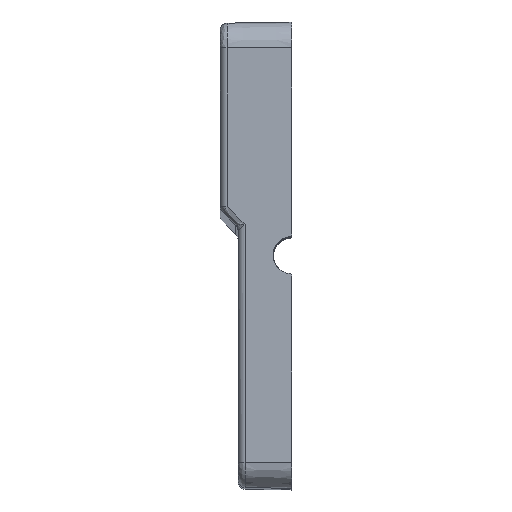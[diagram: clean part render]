
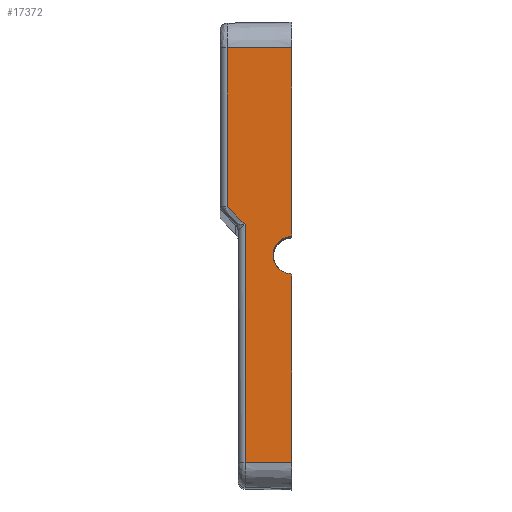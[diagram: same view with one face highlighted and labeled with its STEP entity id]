
A CAD part, top view. The second image highlights one B-rep face of the part: STEP entity #17372.
In plain terms, the highlighted planar face has unit normal (-0.018, 0, 1).
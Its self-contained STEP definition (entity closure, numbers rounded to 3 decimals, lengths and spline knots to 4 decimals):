
#508 = AXIS2_PLACEMENT_3D ( 'NONE', #25900, #11400, #26141 ) ;
#656 = LINE ( 'NONE', #40932, #35341 ) ;
#973 = VERTEX_POINT ( 'NONE', #22551 ) ;
#988 = CARTESIAN_POINT ( 'NONE',  ( -0.0175, 0.129, 3.4447 ) ) ;
#1365 = CARTESIAN_POINT ( 'NONE',  ( -0.3259, -1.445, 3.4393 ) ) ;
#2166 = VERTEX_POINT ( 'NONE', #23447 ) ;
#3886 = CARTESIAN_POINT ( 'NONE',  ( -0.2219, 0.103, 3.4411 ) ) ;
#4650 = CARTESIAN_POINT ( 'NONE',  ( 0., 0.1488, 3.445 ) ) ;
#4886 = CARTESIAN_POINT ( 'NONE',  ( -0.0175, 0.129, 3.4447 ) ) ;
#5464 = B_SPLINE_CURVE_WITH_KNOTS ( 'NONE', 3,
 ( #28385, #46700, #31753, #24747 ),
 .UNSPECIFIED., .F., .F.,
 ( 4, 4 ),
 ( 0., 1. ),
 .UNSPECIFIED. ) ;
#5570 = DIRECTION ( 'NONE',  ( -1., 0., -0.017 ) ) ;
#5709 = CARTESIAN_POINT ( 'NONE',  ( -0.0175, -0.129, 3.4447 ) ) ;
#8725 = CARTESIAN_POINT ( 'NONE',  ( 0., 0.1382, 3.445 ) ) ;
#9116 = EDGE_CURVE ( 'NONE', #973, #2166, #5464, .T. ) ;
#9119 = VERTEX_POINT ( 'NONE', #46219 ) ;
#10108 = VERTEX_POINT ( 'NONE', #14305 ) ;
#11400 = DIRECTION ( 'NONE',  ( -0.017, 0., 1. ) ) ;
#13024 = LINE ( 'NONE', #46098, #26056 ) ;
#13482 = CARTESIAN_POINT ( 'NONE',  ( -0.4509, 0., 3.4371 ) ) ;
#13741 = ORIENTED_EDGE ( 'NONE', *, *, #24490, .T. ) ;
#13951 = ORIENTED_EDGE ( 'NONE', *, *, #27769, .T. ) ;
#14094 = ORIENTED_EDGE ( 'NONE', *, *, #38378, .T. ) ;
#14305 = CARTESIAN_POINT ( 'NONE',  ( -0.0175, 0.129, 3.4447 ) ) ;
#16061 = CARTESIAN_POINT ( 'NONE',  ( 0., -0.1488, 3.445 ) ) ;
#16125 = EDGE_CURVE ( 'NONE', #9119, #10108, #17798, .T. ) ;
#16638 = CARTESIAN_POINT ( 'NONE',  ( -0.3749, 1.445, 3.4385 ) ) ;
#17372 = ADVANCED_FACE ( 'NONE', ( #47615 ), #29758, .T. ) ;
#17798 =( BOUNDED_CURVE ( )  B_SPLINE_CURVE ( 3, ( #4650, #8725, #41549, #4886 ),
 .UNSPECIFIED., .F., .F. ) 
 B_SPLINE_CURVE_WITH_KNOTS ( ( 4, 4 ),
 ( 3.1416, 4.5861 ),
 .UNSPECIFIED. ) 
 CURVE ( )  GEOMETRIC_REPRESENTATION_ITEM ( )  RATIONAL_B_SPLINE_CURVE ( ( 1., 0.834, 0.834, 1. ) ) 
 REPRESENTATION_ITEM ( '' )  );
#17831 = DIRECTION ( 'NONE',  ( 0., -1., 0. ) ) ;
#18481 = VERTEX_POINT ( 'NONE', #45972 ) ;
#18794 = CARTESIAN_POINT ( 'NONE',  ( -0.2219, -0.103, 3.4411 ) ) ;
#19689 = CARTESIAN_POINT ( 'NONE',  ( -0.007, -0.1303, 3.4449 ) ) ;
#20454 = EDGE_CURVE ( 'NONE', #44124, #38029, #20810, .T. ) ;
#20641 = CARTESIAN_POINT ( 'NONE',  ( 0., -0.1382, 3.445 ) ) ;
#20736 = EDGE_CURVE ( 'NONE', #44124, #2166, #13024, .T. ) ;
#20810 = LINE ( 'NONE', #35542, #40697 ) ;
#21585 = VERTEX_POINT ( 'NONE', #30749 ) ;
#21717 = VECTOR ( 'NONE', #44619, 39.3701 ) ;
#21772 = ORIENTED_EDGE ( 'NONE', *, *, #9116, .T. ) ;
#22551 = CARTESIAN_POINT ( 'NONE',  ( -0.4509, 0.3387, 3.4371 ) ) ;
#22917 = ORIENTED_EDGE ( 'NONE', *, *, #16125, .F. ) ;
#23447 = CARTESIAN_POINT ( 'NONE',  ( -0.3259, 0.2138, 3.4393 ) ) ;
#23893 = ORIENTED_EDGE ( 'NONE', *, *, #44922, .T. ) ;
#23966 = ORIENTED_EDGE ( 'NONE', *, *, #25886, .F. ) ;
#24490 = EDGE_CURVE ( 'NONE', #26785, #21585, #46093, .T. ) ;
#24629 = VECTOR ( 'NONE', #5570, 39.3701 ) ;
#24747 = CARTESIAN_POINT ( 'NONE',  ( -0.3259, 0.2138, 3.4393 ) ) ;
#25886 = EDGE_CURVE ( 'NONE', #26756, #18481, #37273, .T. ) ;
#25900 = CARTESIAN_POINT ( 'NONE',  ( -0.3749, 0., 3.4385 ) ) ;
#26056 = VECTOR ( 'NONE', #46578, 39.3701 ) ;
#26141 = DIRECTION ( 'NONE',  ( 1., 0., 0.017 ) ) ;
#26756 = VERTEX_POINT ( 'NONE', #34214 ) ;
#26785 = VERTEX_POINT ( 'NONE', #40766 ) ;
#27769 = EDGE_CURVE ( 'NONE', #21585, #973, #35946, .T. ) ;
#28385 = CARTESIAN_POINT ( 'NONE',  ( -0.4509, 0.3387, 3.4371 ) ) ;
#29195 = CARTESIAN_POINT ( 'NONE',  ( 0., 0., 3.445 ) ) ;
#29650 = CARTESIAN_POINT ( 'NONE',  ( 0., -1.445, 3.445 ) ) ;
#29758 = PLANE ( 'NONE',  #508 ) ;
#30749 = CARTESIAN_POINT ( 'NONE',  ( -0.4509, 1.445, 3.4371 ) ) ;
#31753 = CARTESIAN_POINT ( 'NONE',  ( -0.3675, 0.2554, 3.4386 ) ) ;
#32461 = VECTOR ( 'NONE', #17831, 39.3701 ) ;
#32528 = ORIENTED_EDGE ( 'NONE', *, *, #40415, .T. ) ;
#33072 = EDGE_LOOP ( 'NONE', ( #23966, #32528, #22917, #14094, #13741, #13951, #21772, #47189, #40319, #23893 ) ) ;
#33508 = LINE ( 'NONE', #29195, #21717 ) ;
#34214 = CARTESIAN_POINT ( 'NONE',  ( -0.0175, -0.129, 3.4447 ) ) ;
#35341 = VECTOR ( 'NONE', #37072, 39.3701 ) ;
#35542 = CARTESIAN_POINT ( 'NONE',  ( -0.3749, -1.445, 3.4385 ) ) ;
#35946 = LINE ( 'NONE', #13482, #32461 ) ;
#37072 = DIRECTION ( 'NONE',  ( 0., 1., 0. ) ) ;
#37168 = CARTESIAN_POINT ( 'NONE',  ( -0.0175, -0.129, 3.4447 ) ) ;
#37273 =( BOUNDED_CURVE ( )  B_SPLINE_CURVE ( 3, ( #5709, #19689, #20641, #16061 ),
 .UNSPECIFIED., .F., .F. ) 
 B_SPLINE_CURVE_WITH_KNOTS ( ( 4, 4 ),
 ( 4.8387, 6.2832 ),
 .UNSPECIFIED. ) 
 CURVE ( )  GEOMETRIC_REPRESENTATION_ITEM ( )  RATIONAL_B_SPLINE_CURVE ( ( 1., 0.834, 0.834, 1. ) ) 
 REPRESENTATION_ITEM ( '' )  );
#38029 = VERTEX_POINT ( 'NONE', #29650 ) ;
#38378 = EDGE_CURVE ( 'NONE', #9119, #26785, #656, .T. ) ;
#40319 = ORIENTED_EDGE ( 'NONE', *, *, #20454, .T. ) ;
#40415 = EDGE_CURVE ( 'NONE', #26756, #10108, #41995, .T. ) ;
#40697 = VECTOR ( 'NONE', #46155, 39.3701 ) ;
#40766 = CARTESIAN_POINT ( 'NONE',  ( 0., 1.445, 3.445 ) ) ;
#40932 = CARTESIAN_POINT ( 'NONE',  ( 0., 0., 3.445 ) ) ;
#41549 = CARTESIAN_POINT ( 'NONE',  ( -0.007, 0.1303, 3.4449 ) ) ;
#41995 =( BOUNDED_CURVE ( )  B_SPLINE_CURVE ( 3, ( #37168, #18794, #3886, #988 ),
 .UNSPECIFIED., .F., .F. ) 
 B_SPLINE_CURVE_WITH_KNOTS ( ( 4, 4 ),
 ( 1.6971, 4.5861 ),
 .UNSPECIFIED. ) 
 CURVE ( )  GEOMETRIC_REPRESENTATION_ITEM ( )  RATIONAL_B_SPLINE_CURVE ( ( 1., 0.417, 0.417, 1. ) ) 
 REPRESENTATION_ITEM ( '' )  );
#44124 = VERTEX_POINT ( 'NONE', #1365 ) ;
#44619 = DIRECTION ( 'NONE',  ( 0., 1., 0. ) ) ;
#44922 = EDGE_CURVE ( 'NONE', #38029, #18481, #33508, .T. ) ;
#45972 = CARTESIAN_POINT ( 'NONE',  ( 0., -0.1488, 3.445 ) ) ;
#46093 = LINE ( 'NONE', #16638, #24629 ) ;
#46098 = CARTESIAN_POINT ( 'NONE',  ( -0.3259, 0.0975, 3.4393 ) ) ;
#46155 = DIRECTION ( 'NONE',  ( 1., 0., 0.017 ) ) ;
#46219 = CARTESIAN_POINT ( 'NONE',  ( 0., 0.1488, 3.445 ) ) ;
#46578 = DIRECTION ( 'NONE',  ( 0., 1., 0. ) ) ;
#46700 = CARTESIAN_POINT ( 'NONE',  ( -0.4092, 0.2971, 3.4379 ) ) ;
#47189 = ORIENTED_EDGE ( 'NONE', *, *, #20736, .F. ) ;
#47615 = FACE_OUTER_BOUND ( 'NONE', #33072, .T. ) ;
